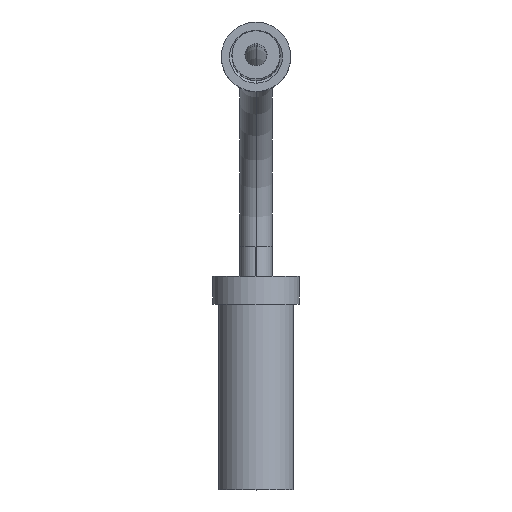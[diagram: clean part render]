
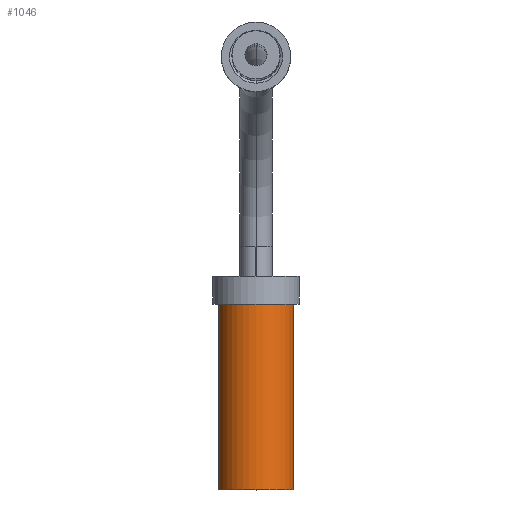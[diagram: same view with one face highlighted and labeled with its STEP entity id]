
A CAD part, top view. The second image highlights one B-rep face of the part: STEP entity #1046.
In plain terms, the highlighted cylindrical face has radius 1.727 mm (diameter 3.454 mm), a partial arc.
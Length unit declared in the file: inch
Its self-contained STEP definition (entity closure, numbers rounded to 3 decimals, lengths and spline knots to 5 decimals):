
#838=CARTESIAN_POINT('',(0.,0.,0.08275));
#839=DIRECTION('',(0.,0.,-1.));
#840=DIRECTION('',(0.,1.,0.));
#841=AXIS2_PLACEMENT_3D('',#838,#839,#840);
#848=DIRECTION('',(0.,0.,1.));
#849=VECTOR('',#848,0.334);
#850=CARTESIAN_POINT('',(0.,0.068,-0.25125));
#851=LINE('',#850,#849);
#852=CARTESIAN_POINT('',(0.,0.,-0.25125));
#853=DIRECTION('',(0.,0.,-1.));
#854=DIRECTION('',(0.,1.,0.));
#855=AXIS2_PLACEMENT_3D('',#852,#853,#854);
#857=DIRECTION('',(0.,0.,1.));
#858=VECTOR('',#857,0.334);
#859=CARTESIAN_POINT('',(0.,-0.068,-0.25125));
#860=LINE('',#859,#858);
#933=CARTESIAN_POINT('',(0.,0.068,-0.25125));
#934=CARTESIAN_POINT('',(0.,0.068,0.08275));
#935=VERTEX_POINT('',#933);
#936=VERTEX_POINT('',#934);
#949=CARTESIAN_POINT('',(0.,-0.068,-0.25125));
#950=CARTESIAN_POINT('',(0.,-0.068,0.08275));
#951=VERTEX_POINT('',#949);
#952=VERTEX_POINT('',#950);
#1034=CARTESIAN_POINT('',(0.,0.,-0.27045));
#1035=DIRECTION('',(0.,0.,1.));
#1036=DIRECTION('',(0.,1.,0.));
#1037=AXIS2_PLACEMENT_3D('',#1034,#1035,#1036);
#1038=CYLINDRICAL_SURFACE('',#1037,0.068);
#1039=ORIENTED_EDGE('',*,*,#1024,.F.);
#1041=ORIENTED_EDGE('',*,*,#1040,.T.);
#1042=ORIENTED_EDGE('',*,*,#1027,.T.);
#1043=ORIENTED_EDGE('',*,*,#1014,.F.);
#1044=EDGE_LOOP('',(#1039,#1041,#1042,#1043));
#1045=FACE_OUTER_BOUND('',#1044,.F.);
#1046=ADVANCED_FACE('',(#1045),#1038,.T.);
#842=CIRCLE('',#841,0.068);
#856=CIRCLE('',#855,0.068);
#1014=EDGE_CURVE('',#936,#952,#842,.T.);
#1024=EDGE_CURVE('',#935,#936,#851,.T.);
#1027=EDGE_CURVE('',#951,#952,#860,.T.);
#1040=EDGE_CURVE('',#935,#951,#856,.T.);
